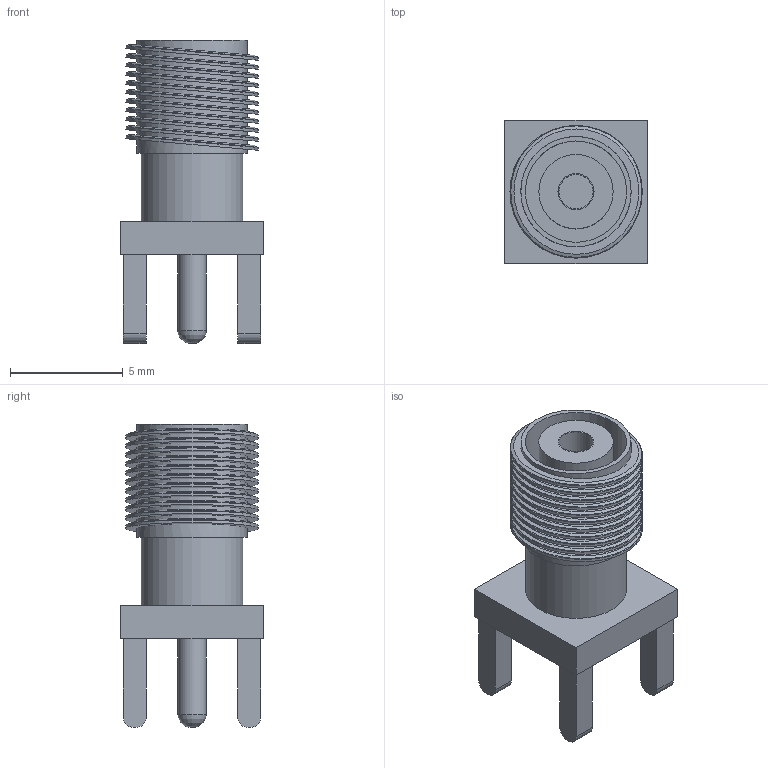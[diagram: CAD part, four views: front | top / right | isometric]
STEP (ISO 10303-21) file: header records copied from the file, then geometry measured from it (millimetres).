
FILE_DESCRIPTION(/* description */ ('model of SMA_Amphenol_901-144_Vertical'),/* implementation_level */ '2;1');
FILE_NAME(/* name */ 'SMA_Amphenol_901-144_Vertical.step',/* time_stamp */ '2019-02-19T20:56:13',/* author */ ('kicad StepUp','ksu'),/* organization */ ('FreeCAD'),/* preprocessor_version */ 'OCC',/* originating_system */ 'kicad StepUp',/* authorisation */ '');
FILE_SCHEMA(('AUTOMOTIVE_DESIGN { 1 0 10303 214 1 1 1 1 }'));
Length unit declared in the file: millimetre
Products named in the file (1): SMA_Amphenol_901_144
Bounding box: 6.35 x 6.35 x 13.46 mm (x, y, z)
Volume: 194.8 mm3; surface area: 645.2 mm2
Topology: 2 solids, 2 shells, 114 faces, 215 edges, 136 vertices
Faces by surface type: plane 55, cylinder 36, cone 22, revolution 1
Full cylindrical faces by diameter (mm): 1.27 x1, 1.52 x1, 3.3 x1, 4.5 x2, 4.9 x12, 5.889 x11
Entity records: 3683 total; most frequent: DIRECTION 541, CARTESIAN_POINT 476, ORIENTED_EDGE 430, EDGE_CURVE 215, AXIS2_PLACEMENT_3D 211, FACE_BOUND 147, EDGE_LOOP 147, VERTEX_POINT 136
